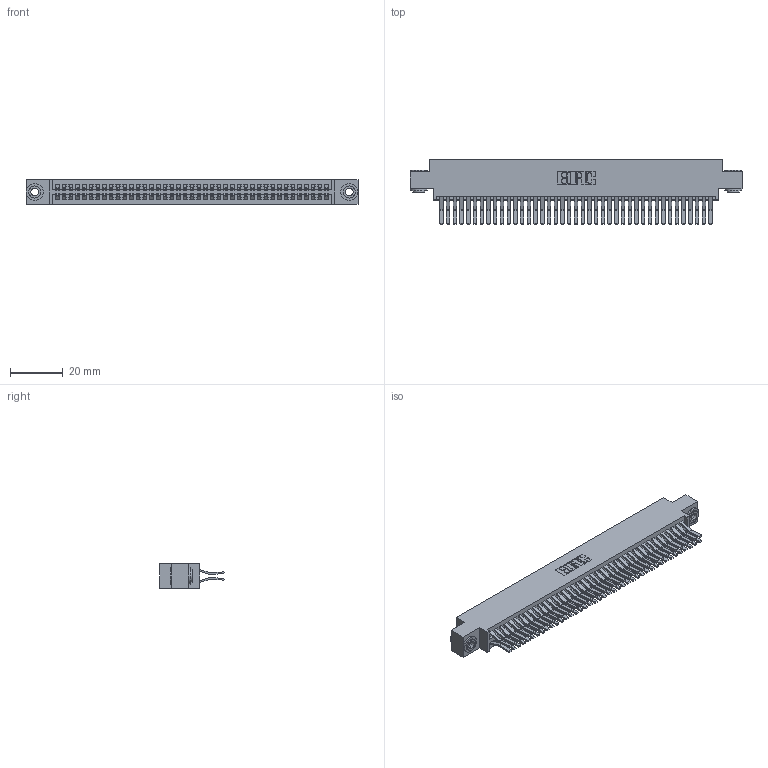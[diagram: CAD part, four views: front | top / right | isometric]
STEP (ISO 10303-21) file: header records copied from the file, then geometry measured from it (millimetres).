
FILE_DESCRIPTION (( 'STEP AP203' ), '1' );
FILE_NAME ('395-082-560-803.STEP', '2019-10-25T07:55:33', ( '' ), ( '' ), 'SwSTEP 2.0', 'SolidWorks 2016', '' );
FILE_SCHEMA (( 'CONFIG_CONTROL_DESIGN' ));
Length unit declared in the file: inch
Products named in the file (4): 345-250-002_345-250-002-102; 395-082-560-803; 345 Part_0.170 Offset - 0.156 Dia-TH; 345-292-001_560 Tail
Assembly tree (85 placements, depth 2):
  395-082-560-803
    345 Part_0.170 Offset - 0.156 Dia-TH
    345-292-001_560 Tail  x82
    345-250-002_345-250-002-102  x2
Bounding box: 125.35 x 24.45 x 9.4 mm (x, y, z)
Volume: 12610.7 mm3; surface area: 20352.1 mm2
Topology: 85 solids, 85 shells, 4432 faces, 13139 edges, 8646 vertices
Faces by surface type: plane 2800, cylinder 1624, cone 8
Entity records: 33174 total; most frequent: CARTESIAN_POINT 5539, ORIENTED_EDGE 5466, DIRECTION 4919, EDGE_CURVE 2733, VECTOR 2409, LINE 2409, VERTEX_POINT 1818, AXIS2_PLACEMENT_3D 1255
